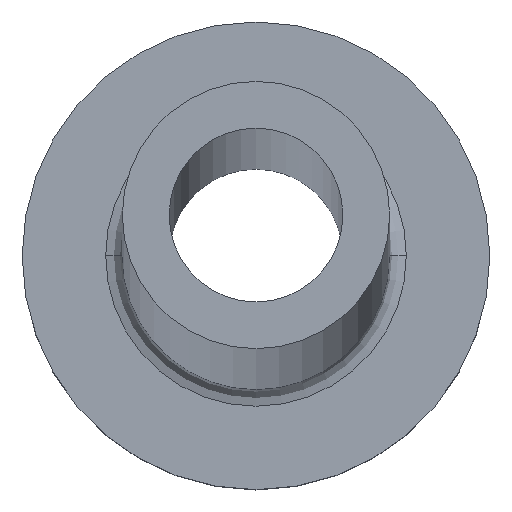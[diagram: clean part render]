
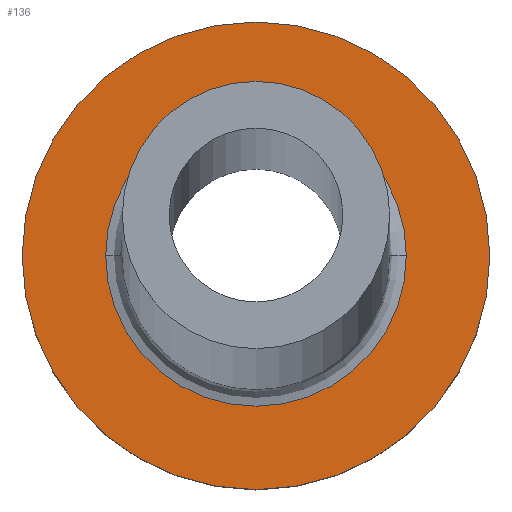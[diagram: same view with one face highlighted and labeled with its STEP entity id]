
A CAD part, top view. The second image highlights one B-rep face of the part: STEP entity #136.
In plain terms, the highlighted planar face has unit normal (0, 0, 1).
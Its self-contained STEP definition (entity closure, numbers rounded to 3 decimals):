
#9 = CIRCLE ( 'NONE', #94, 4.5 ) ;
#19 = DIRECTION ( 'NONE',  ( 0., 0., 1. ) ) ;
#22 = DIRECTION ( 'NONE',  ( 0., 0., -1. ) ) ;
#42 = VERTEX_POINT ( 'NONE', #283 ) ;
#53 = CIRCLE ( 'NONE', #316, 7. ) ;
#57 = EDGE_CURVE ( 'NONE', #120, #267, #53, .T. ) ;
#60 = EDGE_CURVE ( 'NONE', #42, #254, #9, .T. ) ;
#63 = CARTESIAN_POINT ( 'NONE',  ( -7., 0., 5. ) ) ;
#69 = DIRECTION ( 'NONE',  ( 1., 0., 0. ) ) ;
#94 = AXIS2_PLACEMENT_3D ( 'NONE', #224, #22, #347 ) ;
#103 = EDGE_LOOP ( 'NONE', ( #353, #332 ) ) ;
#114 = FACE_OUTER_BOUND ( 'NONE', #286, .T. ) ;
#120 = VERTEX_POINT ( 'NONE', #152 ) ;
#123 = PLANE ( 'NONE',  #259 ) ;
#126 = CARTESIAN_POINT ( 'NONE',  ( 0., 0., 5. ) ) ;
#136 = ADVANCED_FACE ( 'NONE', ( #231, #114 ), #123, .T. ) ;
#141 = DIRECTION ( 'NONE',  ( 1., 0., 0. ) ) ;
#152 = CARTESIAN_POINT ( 'NONE',  ( 7., 0., 5. ) ) ;
#186 = AXIS2_PLACEMENT_3D ( 'NONE', #126, #203, #299 ) ;
#202 = DIRECTION ( 'NONE',  ( 0., 0., -1. ) ) ;
#203 = DIRECTION ( 'NONE',  ( 0., 0., 1. ) ) ;
#205 = CARTESIAN_POINT ( 'NONE',  ( 0., 0., 5. ) ) ;
#224 = CARTESIAN_POINT ( 'NONE',  ( 0., 0., 5. ) ) ;
#227 = CIRCLE ( 'NONE', #186, 7. ) ;
#229 = EDGE_CURVE ( 'NONE', #254, #42, #378, .T. ) ;
#231 = FACE_BOUND ( 'NONE', #103, .T. ) ;
#252 = CARTESIAN_POINT ( 'NONE',  ( 0., 0., 5. ) ) ;
#254 = VERTEX_POINT ( 'NONE', #359 ) ;
#259 = AXIS2_PLACEMENT_3D ( 'NONE', #205, #325, #141 ) ;
#267 = VERTEX_POINT ( 'NONE', #63 ) ;
#283 = CARTESIAN_POINT ( 'NONE',  ( 4.5, 0., 5. ) ) ;
#286 = EDGE_LOOP ( 'NONE', ( #300, #318 ) ) ;
#299 = DIRECTION ( 'NONE',  ( 1., 0., 0. ) ) ;
#300 = ORIENTED_EDGE ( 'NONE', *, *, #307, .T. ) ;
#307 = EDGE_CURVE ( 'NONE', #267, #120, #227, .T. ) ;
#316 = AXIS2_PLACEMENT_3D ( 'NONE', #252, #19, #373 ) ;
#318 = ORIENTED_EDGE ( 'NONE', *, *, #57, .T. ) ;
#325 = DIRECTION ( 'NONE',  ( 0., 0., 1. ) ) ;
#332 = ORIENTED_EDGE ( 'NONE', *, *, #229, .T. ) ;
#336 = CARTESIAN_POINT ( 'NONE',  ( 0., 0., 5. ) ) ;
#347 = DIRECTION ( 'NONE',  ( 1., 0., 0. ) ) ;
#353 = ORIENTED_EDGE ( 'NONE', *, *, #60, .T. ) ;
#359 = CARTESIAN_POINT ( 'NONE',  ( -4.5, 0., 5. ) ) ;
#366 = AXIS2_PLACEMENT_3D ( 'NONE', #336, #202, #69 ) ;
#373 = DIRECTION ( 'NONE',  ( 1., 0., 0. ) ) ;
#378 = CIRCLE ( 'NONE', #366, 4.5 ) ;
